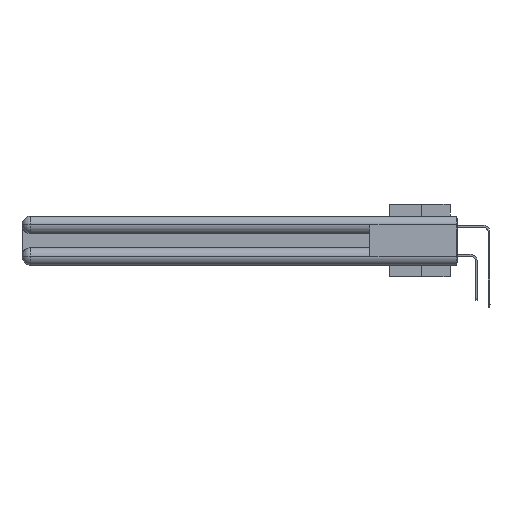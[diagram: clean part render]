
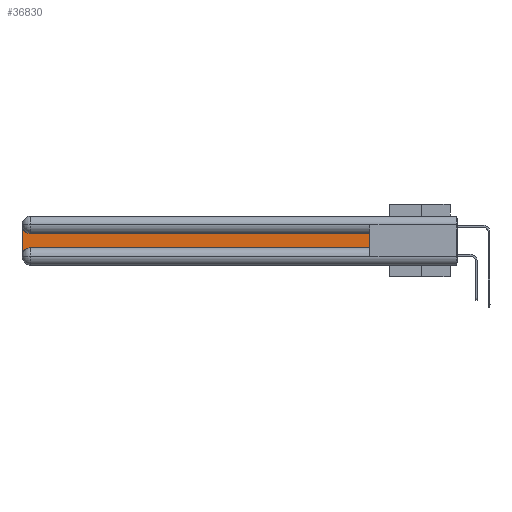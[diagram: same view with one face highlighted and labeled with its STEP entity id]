
A CAD part, left-side view. The second image highlights one B-rep face of the part: STEP entity #36830.
In plain terms, the highlighted planar face has unit normal (-1, 0, 0).
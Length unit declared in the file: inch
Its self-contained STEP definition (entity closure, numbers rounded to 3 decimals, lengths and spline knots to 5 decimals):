
#556 = CIRCLE ( 'NONE', #24403, 0.06 ) ;
#625 = EDGE_LOOP ( 'NONE', ( #27389, #36333, #13811, #31558, #14260, #15047 ) ) ;
#1259 = LINE ( 'NONE', #17496, #13502 ) ;
#1410 = DIRECTION ( 'NONE',  ( 1., 0., 0. ) ) ;
#1437 = VERTEX_POINT ( 'NONE', #5361 ) ;
#2357 = PLANE ( 'NONE',  #23850 ) ;
#3616 = CARTESIAN_POINT ( 'NONE',  ( 0.075, 3., -0.2775 ) ) ;
#4356 = DIRECTION ( 'NONE',  ( 0., 0., -1. ) ) ;
#4627 = LINE ( 'NONE', #40313, #36702 ) ;
#5361 = CARTESIAN_POINT ( 'NONE',  ( 0.075, 2.94, -0.2175 ) ) ;
#5467 = DIRECTION ( 'NONE',  ( 0., 0., 1. ) ) ;
#6250 = CARTESIAN_POINT ( 'NONE',  ( 0.075, 3., -0.0625 ) ) ;
#8233 = AXIS2_PLACEMENT_3D ( 'NONE', #30896, #1410, #14866 ) ;
#8825 = VECTOR ( 'NONE', #15065, 39.37008 ) ;
#9168 = CARTESIAN_POINT ( 'NONE',  ( 0.075, 0.6, -0.1225 ) ) ;
#11236 = LINE ( 'NONE', #12075, #8825 ) ;
#11458 = CARTESIAN_POINT ( 'NONE',  ( 0.075, 0.6, -0.2175 ) ) ;
#12075 = CARTESIAN_POINT ( 'NONE',  ( 0.075, 3., -0.2175 ) ) ;
#13502 = VECTOR ( 'NONE', #15076, 39.37008 ) ;
#13811 = ORIENTED_EDGE ( 'NONE', *, *, #36527, .T. ) ;
#14149 = VERTEX_POINT ( 'NONE', #20803 ) ;
#14260 = ORIENTED_EDGE ( 'NONE', *, *, #20939, .T. ) ;
#14866 = DIRECTION ( 'NONE',  ( 0., 0., -1. ) ) ;
#15047 = ORIENTED_EDGE ( 'NONE', *, *, #20925, .T. ) ;
#15065 = DIRECTION ( 'NONE',  ( 0., 0., -1. ) ) ;
#15076 = DIRECTION ( 'NONE',  ( 0., 1., 0. ) ) ;
#17496 = CARTESIAN_POINT ( 'NONE',  ( 0.075, 0.6, -0.1225 ) ) ;
#17605 = DIRECTION ( 'NONE',  ( 1., 0., 0. ) ) ;
#17861 = LINE ( 'NONE', #11458, #32626 ) ;
#20803 = CARTESIAN_POINT ( 'NONE',  ( 0.075, 0.6, -0.2175 ) ) ;
#20925 = EDGE_CURVE ( 'NONE', #14149, #40860, #4627, .T. ) ;
#20939 = EDGE_CURVE ( 'NONE', #1437, #14149, #17861, .T. ) ;
#23850 = AXIS2_PLACEMENT_3D ( 'NONE', #41261, #34221, #41048 ) ;
#24403 = AXIS2_PLACEMENT_3D ( 'NONE', #26979, #17605, #4356 ) ;
#26979 = CARTESIAN_POINT ( 'NONE',  ( 0.075, 2.94, -0.2775 ) ) ;
#27389 = ORIENTED_EDGE ( 'NONE', *, *, #34963, .T. ) ;
#28013 = CIRCLE ( 'NONE', #8233, 0.06 ) ;
#30896 = CARTESIAN_POINT ( 'NONE',  ( 0.075, 2.94, -0.0625 ) ) ;
#31416 = FACE_OUTER_BOUND ( 'NONE', #625, .T. ) ;
#31558 = ORIENTED_EDGE ( 'NONE', *, *, #35254, .T. ) ;
#32626 = VECTOR ( 'NONE', #34318, 39.37008 ) ;
#32926 = VERTEX_POINT ( 'NONE', #3616 ) ;
#34179 = VERTEX_POINT ( 'NONE', #6250 ) ;
#34221 = DIRECTION ( 'NONE',  ( 1., 0., 0. ) ) ;
#34318 = DIRECTION ( 'NONE',  ( 0., -1., 0. ) ) ;
#34963 = EDGE_CURVE ( 'NONE', #40860, #39713, #1259, .T. ) ;
#35254 = EDGE_CURVE ( 'NONE', #32926, #1437, #556, .T. ) ;
#36333 = ORIENTED_EDGE ( 'NONE', *, *, #37659, .T. ) ;
#36527 = EDGE_CURVE ( 'NONE', #34179, #32926, #11236, .T. ) ;
#36702 = VECTOR ( 'NONE', #5467, 39.37008 ) ;
#36830 = ADVANCED_FACE ( 'NONE', ( #31416 ), #2357, .F. ) ;
#37659 = EDGE_CURVE ( 'NONE', #39713, #34179, #28013, .T. ) ;
#39713 = VERTEX_POINT ( 'NONE', #39794 ) ;
#39794 = CARTESIAN_POINT ( 'NONE',  ( 0.075, 2.94, -0.1225 ) ) ;
#40313 = CARTESIAN_POINT ( 'NONE',  ( 0.075, 0.6, -0.2175 ) ) ;
#40860 = VERTEX_POINT ( 'NONE', #9168 ) ;
#41048 = DIRECTION ( 'NONE',  ( 0., 0., -1. ) ) ;
#41261 = CARTESIAN_POINT ( 'NONE',  ( 0.075, 3., -0.1225 ) ) ;
